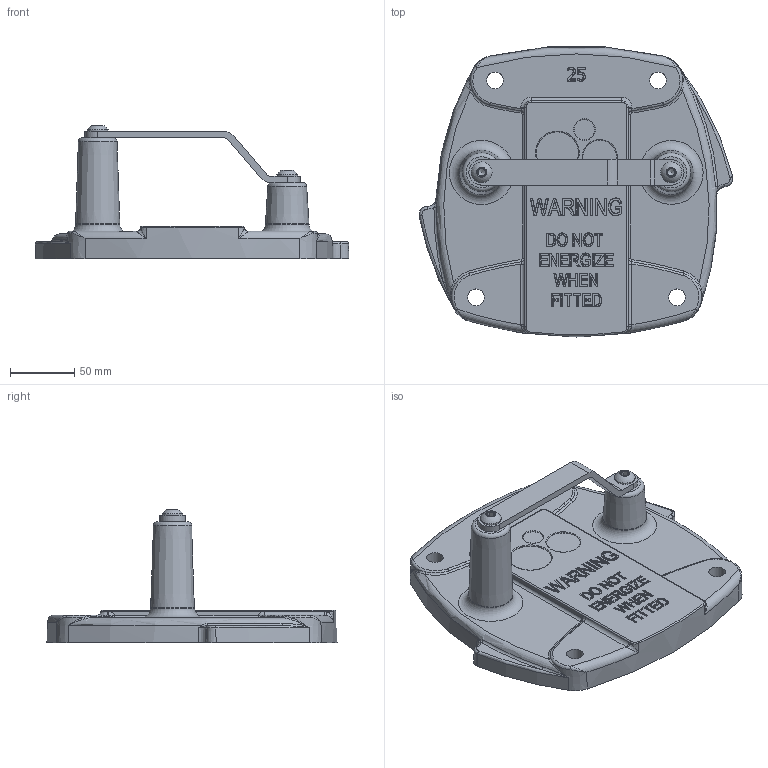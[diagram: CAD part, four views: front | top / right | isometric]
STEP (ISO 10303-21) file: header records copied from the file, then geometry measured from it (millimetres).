
FILE_DESCRIPTION(/* description */ (''),/* implementation_level */ '2;1');
FILE_NAME(/* name */ 'RS851_SLD 25kV KA Universal Cast Pro Cover.stp',/* time_stamp */ '2022-09-10T16:04:52+10:00',/* author */ ('a.tao491'),/* organization */ (''),/* preprocessor_version */ 'ST-DEVELOPER v16.5',/* originating_system */ 'Autodesk Inventor 2017',/* authorisation */ '');
FILE_SCHEMA (('AUTOMOTIVE_DESIGN { 1 0 10303 214 3 1 1 }'));
Length unit declared in the file: millimetre
Products named in the file (4): RS851_SLD; 2232; 1046; 1216
Assembly tree (4 placements, depth 2):
  RS851_SLD
    2232
    1046
    1216  x2
Bounding box: 245.11 x 226.53 x 104.35 mm (x, y, z)
Volume: 1080572.2 mm3; surface area: 132521.2 mm2
Topology: 4 solids, 4 shells, 1010 faces, 2389 edges, 1425 vertices
Faces by surface type: plane 373, cylinder 312, bspline 244, cone 42, torus 37, sphere 2
Full cylindrical faces by diameter (mm): 7.798 x2, 9.45 x2, 11 x2, 13 x4, 15.84 x1, 16.3 x2, 26.4 x1, 33 x1
Entity records: 34096 total; most frequent: CARTESIAN_POINT 12708, ORIENTED_EDGE 4586, DIRECTION 3972, EDGE_CURVE 2293, VERTEX_POINT 1389, AXIS2_PLACEMENT_3D 1335, LINE 1302, VECTOR 1302
